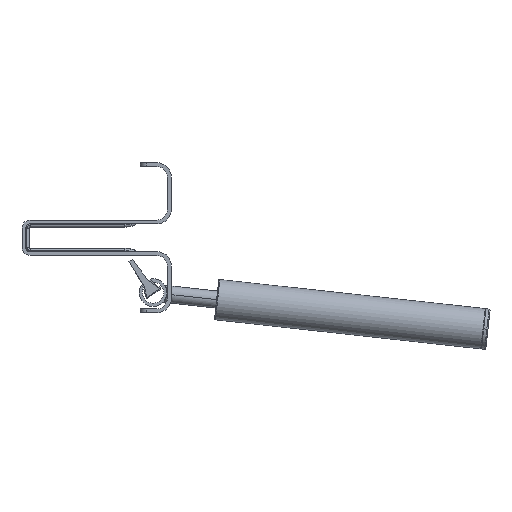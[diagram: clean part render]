
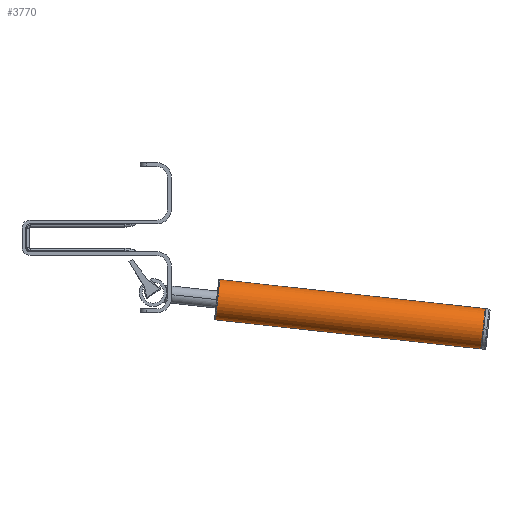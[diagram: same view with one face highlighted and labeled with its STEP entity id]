
A CAD part, left-side view. The second image highlights one B-rep face of the part: STEP entity #3770.
In plain terms, the highlighted cylindrical face has radius 9.5 mm (diameter 19 mm), a partial arc.
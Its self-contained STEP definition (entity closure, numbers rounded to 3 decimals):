
#3139=DIRECTION('',(0.,1.,0.));
#3140=VECTOR('',#3139,125.2);
#3141=CARTESIAN_POINT('',(-9.5,0.3,0.));
#3142=LINE('',#3141,#3140);
#3143=CARTESIAN_POINT('',(0.,125.5,0.));
#3144=DIRECTION('',(0.,1.,0.));
#3145=DIRECTION('',(1.,0.,0.));
#3146=AXIS2_PLACEMENT_3D('',#3143,#3144,#3145);
#3148=CARTESIAN_POINT('',(0.,0.3,0.));
#3149=DIRECTION('',(0.,-1.,0.));
#3150=DIRECTION('',(-1.,0.,0.));
#3151=AXIS2_PLACEMENT_3D('',#3148,#3149,#3150);
#3153=DIRECTION('',(0.,1.,0.));
#3154=VECTOR('',#3153,125.2);
#3155=CARTESIAN_POINT('',(9.5,0.3,0.));
#3156=LINE('',#3155,#3154);
#3571=CARTESIAN_POINT('',(9.5,0.3,0.));
#3572=CARTESIAN_POINT('',(-9.5,0.3,0.));
#3573=VERTEX_POINT('',#3571);
#3574=VERTEX_POINT('',#3572);
#3595=CARTESIAN_POINT('',(9.5,125.5,0.));
#3596=CARTESIAN_POINT('',(-9.5,125.5,0.));
#3597=VERTEX_POINT('',#3595);
#3598=VERTEX_POINT('',#3596);
#3758=CARTESIAN_POINT('',(0.,0.,0.));
#3759=DIRECTION('',(0.,1.,0.));
#3760=DIRECTION('',(1.,0.,0.));
#3761=AXIS2_PLACEMENT_3D('',#3758,#3759,#3760);
#3762=CYLINDRICAL_SURFACE('',#3761,9.5);
#3763=ORIENTED_EDGE('',*,*,#3723,.T.);
#3764=ORIENTED_EDGE('',*,*,#3753,.F.);
#3766=ORIENTED_EDGE('',*,*,#3765,.T.);
#3767=ORIENTED_EDGE('',*,*,#3749,.T.);
#3768=EDGE_LOOP('',(#3763,#3764,#3766,#3767));
#3769=FACE_OUTER_BOUND('',#3768,.F.);
#3770=ADVANCED_FACE('',(#3769),#3762,.T.);
#3147=CIRCLE('',#3146,9.5);
#3152=CIRCLE('',#3151,9.5);
#3723=EDGE_CURVE('',#3597,#3598,#3147,.T.);
#3749=EDGE_CURVE('',#3573,#3597,#3156,.T.);
#3753=EDGE_CURVE('',#3574,#3598,#3142,.T.);
#3765=EDGE_CURVE('',#3574,#3573,#3152,.T.);
